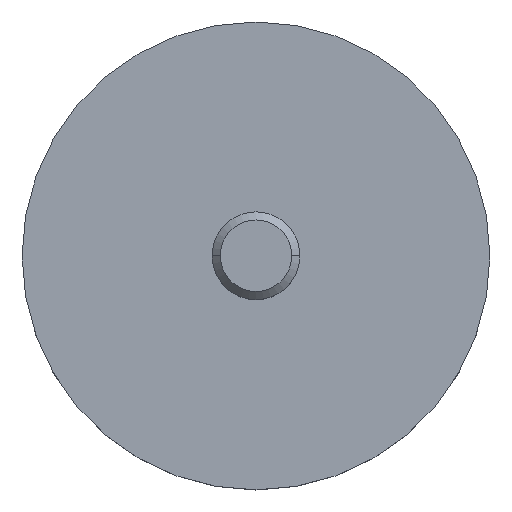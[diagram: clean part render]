
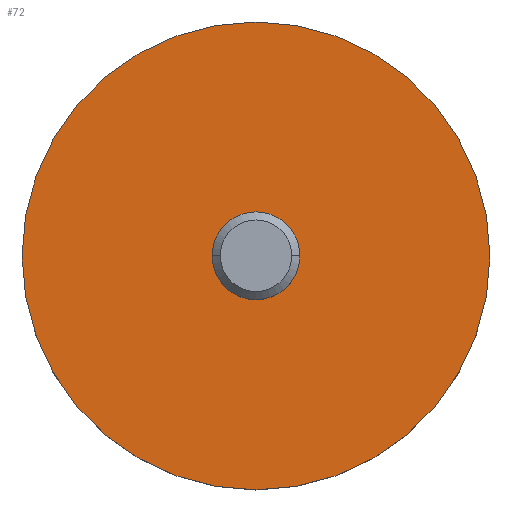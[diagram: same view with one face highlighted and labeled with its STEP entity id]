
A CAD part, top view. The second image highlights one B-rep face of the part: STEP entity #72.
In plain terms, the highlighted planar face has unit normal (0, 0, 1).
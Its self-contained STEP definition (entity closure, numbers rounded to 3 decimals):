
#8 = DIRECTION ( 'NONE',  ( -1., 0., 0. ) ) ;
#17 = CIRCLE ( 'NONE', #173, 16. ) ;
#29 = CIRCLE ( 'NONE', #92, 2.85 ) ;
#39 = FACE_BOUND ( 'NONE', #189, .T. ) ;
#72 = ADVANCED_FACE ( 'NONE', ( #39, #277 ), #76, .T. ) ;
#76 = PLANE ( 'NONE',  #357 ) ;
#92 = AXIS2_PLACEMENT_3D ( 'NONE', #358, #472, #8 ) ;
#94 = ORIENTED_EDGE ( 'NONE', *, *, #495, .T. ) ;
#97 = DIRECTION ( 'NONE',  ( 0., 0., 1. ) ) ;
#99 = VERTEX_POINT ( 'NONE', #284 ) ;
#118 = EDGE_LOOP ( 'NONE', ( #94, #327 ) ) ;
#129 = EDGE_CURVE ( 'NONE', #493, #333, #17, .T. ) ;
#130 = CARTESIAN_POINT ( 'NONE',  ( 0., 0., 5. ) ) ;
#145 = EDGE_CURVE ( 'NONE', #99, #434, #207, .T. ) ;
#171 = ORIENTED_EDGE ( 'NONE', *, *, #438, .F. ) ;
#173 = AXIS2_PLACEMENT_3D ( 'NONE', #210, #97, #473 ) ;
#183 = DIRECTION ( 'NONE',  ( 0., 0., 1. ) ) ;
#189 = EDGE_LOOP ( 'NONE', ( #171, #345 ) ) ;
#205 = DIRECTION ( 'NONE',  ( 1., 0., 0. ) ) ;
#207 = CIRCLE ( 'NONE', #257, 2.85 ) ;
#210 = CARTESIAN_POINT ( 'NONE',  ( 0., 0., 5. ) ) ;
#228 = AXIS2_PLACEMENT_3D ( 'NONE', #130, #451, #285 ) ;
#238 = CARTESIAN_POINT ( 'NONE',  ( 0., 0., 5. ) ) ;
#245 = CARTESIAN_POINT ( 'NONE',  ( -2.85, 0., 5. ) ) ;
#257 = AXIS2_PLACEMENT_3D ( 'NONE', #394, #452, #449 ) ;
#277 = FACE_OUTER_BOUND ( 'NONE', #118, .T. ) ;
#283 = CARTESIAN_POINT ( 'NONE',  ( -16., 0., 5. ) ) ;
#284 = CARTESIAN_POINT ( 'NONE',  ( 2.85, 0., 5. ) ) ;
#285 = DIRECTION ( 'NONE',  ( 1., 0., 0. ) ) ;
#327 = ORIENTED_EDGE ( 'NONE', *, *, #129, .T. ) ;
#333 = VERTEX_POINT ( 'NONE', #283 ) ;
#345 = ORIENTED_EDGE ( 'NONE', *, *, #145, .F. ) ;
#357 = AXIS2_PLACEMENT_3D ( 'NONE', #238, #183, #205 ) ;
#358 = CARTESIAN_POINT ( 'NONE',  ( 0., 0., 5. ) ) ;
#391 = CARTESIAN_POINT ( 'NONE',  ( 16., 0., 5. ) ) ;
#394 = CARTESIAN_POINT ( 'NONE',  ( 0., 0., 5. ) ) ;
#434 = VERTEX_POINT ( 'NONE', #245 ) ;
#438 = EDGE_CURVE ( 'NONE', #434, #99, #29, .T. ) ;
#449 = DIRECTION ( 'NONE',  ( -1., 0., 0. ) ) ;
#451 = DIRECTION ( 'NONE',  ( 0., 0., 1. ) ) ;
#452 = DIRECTION ( 'NONE',  ( 0., 0., 1. ) ) ;
#465 = CIRCLE ( 'NONE', #228, 16. ) ;
#472 = DIRECTION ( 'NONE',  ( 0., 0., 1. ) ) ;
#473 = DIRECTION ( 'NONE',  ( 1., 0., 0. ) ) ;
#493 = VERTEX_POINT ( 'NONE', #391 ) ;
#495 = EDGE_CURVE ( 'NONE', #333, #493, #465, .T. ) ;
